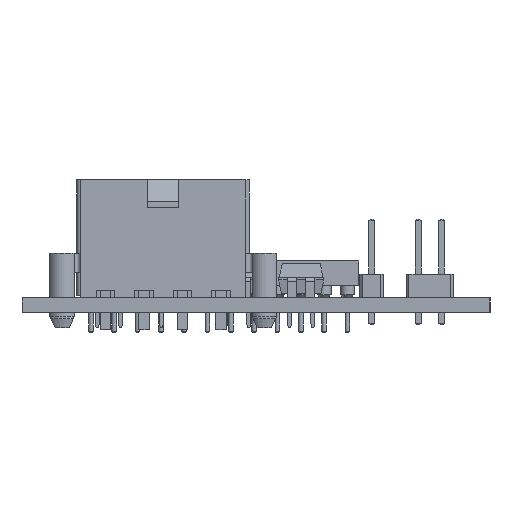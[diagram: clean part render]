
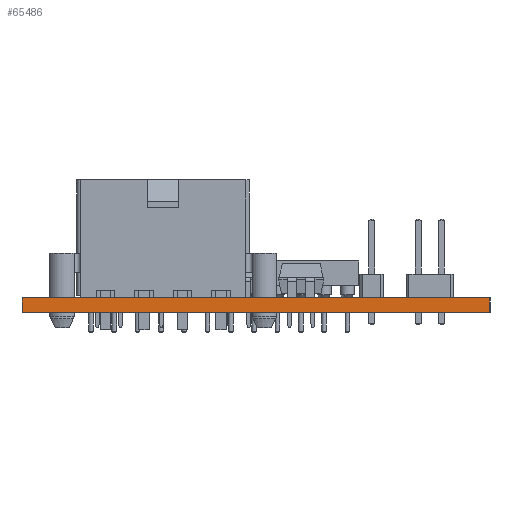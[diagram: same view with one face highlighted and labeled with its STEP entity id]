
A CAD part, left-side view. The second image highlights one B-rep face of the part: STEP entity #65486.
In plain terms, the highlighted planar face has unit normal (-1, 0, 0).
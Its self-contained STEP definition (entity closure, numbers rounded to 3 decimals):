
#60801 = PLANE('',#60802);
#60802 = AXIS2_PLACEMENT_3D('',#60803,#60804,#60805);
#60803 = CARTESIAN_POINT('',(26.89,25.5,1.6));
#60804 = DIRECTION('',(-0.,-0.,-1.));
#60805 = DIRECTION('',(-1.,0.,0.));
#60829 = PLANE('',#60830);
#60830 = AXIS2_PLACEMENT_3D('',#60831,#60832,#60833);
#60831 = CARTESIAN_POINT('',(17.78,0.,0.));
#60832 = DIRECTION('',(0.,-1.,0.));
#60833 = DIRECTION('',(-1.,0.,0.));
#60855 = PLANE('',#60856);
#60856 = AXIS2_PLACEMENT_3D('',#60857,#60858,#60859);
#60857 = CARTESIAN_POINT('',(26.89,25.5,0.));
#60858 = DIRECTION('',(-0.,-0.,-1.));
#60859 = DIRECTION('',(-1.,0.,0.));
#60948 = VERTEX_POINT('',#60949);
#60949 = CARTESIAN_POINT('',(0.,0.,1.6));
#60970 = EDGE_CURVE('',#60971,#60948,#60973,.T.);
#60971 = VERTEX_POINT('',#60972);
#60972 = CARTESIAN_POINT('',(0.,-0.,0.));
#60973 = SURFACE_CURVE('',#60974,(#60978,#60985),.PCURVE_S1.);
#60974 = LINE('',#60975,#60976);
#60975 = CARTESIAN_POINT('',(0.,-0.,0.));
#60976 = VECTOR('',#60977,1.);
#60977 = DIRECTION('',(0.,0.,1.));
#60978 = PCURVE('',#60829,#60979);
#60979 = DEFINITIONAL_REPRESENTATION('',(#60980),#60984);
#60980 = LINE('',#60981,#60982);
#60981 = CARTESIAN_POINT('',(17.78,0.));
#60982 = VECTOR('',#60983,1.);
#60983 = DIRECTION('',(0.,-1.));
#60984 = ( GEOMETRIC_REPRESENTATION_CONTEXT(2) 
PARAMETRIC_REPRESENTATION_CONTEXT() REPRESENTATION_CONTEXT('2D SPACE',''
  ) );
#60985 = PCURVE('',#60986,#60991);
#60986 = PLANE('',#60987);
#60987 = AXIS2_PLACEMENT_3D('',#60988,#60989,#60990);
#60988 = CARTESIAN_POINT('',(0.,0.,0.));
#60989 = DIRECTION('',(-1.,0.,0.));
#60990 = DIRECTION('',(0.,1.,0.));
#60991 = DEFINITIONAL_REPRESENTATION('',(#60992),#60996);
#60992 = LINE('',#60993,#60994);
#60993 = CARTESIAN_POINT('',(0.,0.));
#60994 = VECTOR('',#60995,1.);
#60995 = DIRECTION('',(0.,-1.));
#60996 = ( GEOMETRIC_REPRESENTATION_CONTEXT(2) 
PARAMETRIC_REPRESENTATION_CONTEXT() REPRESENTATION_CONTEXT('2D SPACE',''
  ) );
#61024 = EDGE_CURVE('',#60971,#61025,#61027,.T.);
#61025 = VERTEX_POINT('',#61026);
#61026 = CARTESIAN_POINT('',(0.,51.,0.));
#61027 = SURFACE_CURVE('',#61028,(#61032,#61039),.PCURVE_S1.);
#61028 = LINE('',#61029,#61030);
#61029 = CARTESIAN_POINT('',(0.,-0.,0.));
#61030 = VECTOR('',#61031,1.);
#61031 = DIRECTION('',(0.,1.,0.));
#61032 = PCURVE('',#60855,#61033);
#61033 = DEFINITIONAL_REPRESENTATION('',(#61034),#61038);
#61034 = LINE('',#61035,#61036);
#61035 = CARTESIAN_POINT('',(26.89,-25.5));
#61036 = VECTOR('',#61037,1.);
#61037 = DIRECTION('',(0.,1.));
#61038 = ( GEOMETRIC_REPRESENTATION_CONTEXT(2) 
PARAMETRIC_REPRESENTATION_CONTEXT() REPRESENTATION_CONTEXT('2D SPACE',''
  ) );
#61039 = PCURVE('',#60986,#61040);
#61040 = DEFINITIONAL_REPRESENTATION('',(#61041),#61045);
#61041 = LINE('',#61042,#61043);
#61042 = CARTESIAN_POINT('',(0.,0.));
#61043 = VECTOR('',#61044,1.);
#61044 = DIRECTION('',(1.,0.));
#61045 = ( GEOMETRIC_REPRESENTATION_CONTEXT(2) 
PARAMETRIC_REPRESENTATION_CONTEXT() REPRESENTATION_CONTEXT('2D SPACE',''
  ) );
#61063 = PLANE('',#61064);
#61064 = AXIS2_PLACEMENT_3D('',#61065,#61066,#61067);
#61065 = CARTESIAN_POINT('',(0.,51.,0.));
#61066 = DIRECTION('',(0.,1.,0.));
#61067 = DIRECTION('',(1.,0.,0.));
#63412 = EDGE_CURVE('',#60948,#63413,#63415,.T.);
#63413 = VERTEX_POINT('',#63414);
#63414 = CARTESIAN_POINT('',(0.,51.,1.6));
#63415 = SURFACE_CURVE('',#63416,(#63420,#63427),.PCURVE_S1.);
#63416 = LINE('',#63417,#63418);
#63417 = CARTESIAN_POINT('',(0.,0.,1.6));
#63418 = VECTOR('',#63419,1.);
#63419 = DIRECTION('',(0.,1.,0.));
#63420 = PCURVE('',#60801,#63421);
#63421 = DEFINITIONAL_REPRESENTATION('',(#63422),#63426);
#63422 = LINE('',#63423,#63424);
#63423 = CARTESIAN_POINT('',(26.89,-25.5));
#63424 = VECTOR('',#63425,1.);
#63425 = DIRECTION('',(0.,1.));
#63426 = ( GEOMETRIC_REPRESENTATION_CONTEXT(2) 
PARAMETRIC_REPRESENTATION_CONTEXT() REPRESENTATION_CONTEXT('2D SPACE',''
  ) );
#63427 = PCURVE('',#60986,#63428);
#63428 = DEFINITIONAL_REPRESENTATION('',(#63429),#63433);
#63429 = LINE('',#63430,#63431);
#63430 = CARTESIAN_POINT('',(0.,-1.6));
#63431 = VECTOR('',#63432,1.);
#63432 = DIRECTION('',(1.,0.));
#63433 = ( GEOMETRIC_REPRESENTATION_CONTEXT(2) 
PARAMETRIC_REPRESENTATION_CONTEXT() REPRESENTATION_CONTEXT('2D SPACE',''
  ) );
#65486 = ADVANCED_FACE('',(#65487),#60986,.T.);
#65487 = FACE_BOUND('',#65488,.T.);
#65488 = EDGE_LOOP('',(#65489,#65490,#65491,#65512));
#65489 = ORIENTED_EDGE('',*,*,#60970,.T.);
#65490 = ORIENTED_EDGE('',*,*,#63412,.T.);
#65491 = ORIENTED_EDGE('',*,*,#65492,.F.);
#65492 = EDGE_CURVE('',#61025,#63413,#65493,.T.);
#65493 = SURFACE_CURVE('',#65494,(#65498,#65505),.PCURVE_S1.);
#65494 = LINE('',#65495,#65496);
#65495 = CARTESIAN_POINT('',(0.,51.,0.));
#65496 = VECTOR('',#65497,1.);
#65497 = DIRECTION('',(0.,0.,1.));
#65498 = PCURVE('',#60986,#65499);
#65499 = DEFINITIONAL_REPRESENTATION('',(#65500),#65504);
#65500 = LINE('',#65501,#65502);
#65501 = CARTESIAN_POINT('',(51.,0.));
#65502 = VECTOR('',#65503,1.);
#65503 = DIRECTION('',(0.,-1.));
#65504 = ( GEOMETRIC_REPRESENTATION_CONTEXT(2) 
PARAMETRIC_REPRESENTATION_CONTEXT() REPRESENTATION_CONTEXT('2D SPACE',''
  ) );
#65505 = PCURVE('',#61063,#65506);
#65506 = DEFINITIONAL_REPRESENTATION('',(#65507),#65511);
#65507 = LINE('',#65508,#65509);
#65508 = CARTESIAN_POINT('',(0.,0.));
#65509 = VECTOR('',#65510,1.);
#65510 = DIRECTION('',(0.,-1.));
#65511 = ( GEOMETRIC_REPRESENTATION_CONTEXT(2) 
PARAMETRIC_REPRESENTATION_CONTEXT() REPRESENTATION_CONTEXT('2D SPACE',''
  ) );
#65512 = ORIENTED_EDGE('',*,*,#61024,.F.);
